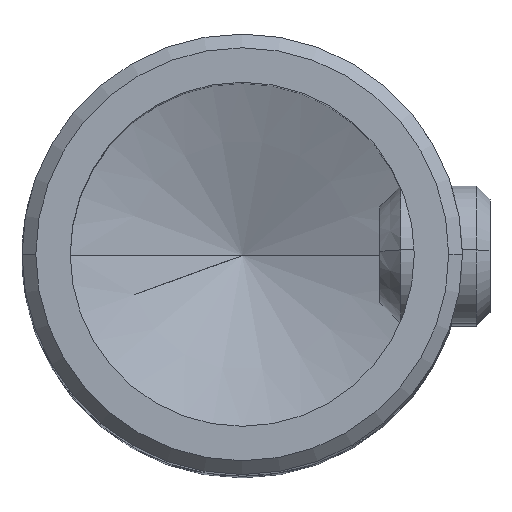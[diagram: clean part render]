
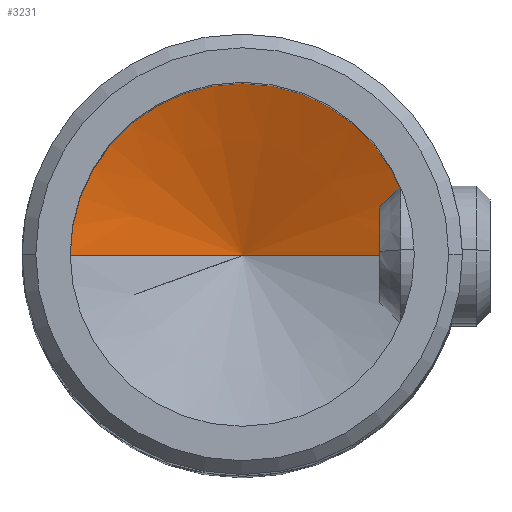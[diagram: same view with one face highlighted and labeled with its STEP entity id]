
A CAD part, top view. The second image highlights one B-rep face of the part: STEP entity #3231.
In plain terms, the highlighted conical face has half-angle 69 degrees and reference radius 6.25 mm.
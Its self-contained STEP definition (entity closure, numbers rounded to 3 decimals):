
#92 = CONICAL_SURFACE ( 'NONE', #3263, 6.25, 1.204 ) ;
#118 = CARTESIAN_POINT ( 'NONE',  ( 0., 20., 0. ) ) ;
#282 = EDGE_LOOP ( 'NONE', ( #1428, #1548, #3575 ) ) ;
#351 = DIRECTION ( 'NONE',  ( 0., 0., 1. ) ) ;
#467 = DIRECTION ( 'NONE',  ( 0., 1., 0. ) ) ;
#544 = VERTEX_POINT ( 'NONE', #622 ) ;
#622 = CARTESIAN_POINT ( 'NONE',  ( 0., 20., 6.25 ) ) ;
#737 = CARTESIAN_POINT ( 'NONE',  ( 0., 17.601, 0. ) ) ;
#761 = DIRECTION ( 'NONE',  ( 0., 0.358, 0.934 ) ) ;
#837 = DIRECTION ( 'NONE',  ( 0., 0.358, -0.934 ) ) ;
#974 = EDGE_CURVE ( 'NONE', #3251, #544, #3120, .T. ) ;
#1100 = AXIS2_PLACEMENT_3D ( 'NONE', #1923, #467, #1643 ) ;
#1409 = CIRCLE ( 'NONE', #1100, 6.25 ) ;
#1428 = ORIENTED_EDGE ( 'NONE', *, *, #2585, .F. ) ;
#1517 = VECTOR ( 'NONE', #837, 1000. ) ;
#1548 = ORIENTED_EDGE ( 'NONE', *, *, #974, .T. ) ;
#1591 = FACE_OUTER_BOUND ( 'NONE', #282, .T. ) ;
#1643 = DIRECTION ( 'NONE',  ( 0., 0., 1. ) ) ;
#1648 = LINE ( 'NONE', #3173, #1517 ) ;
#1923 = CARTESIAN_POINT ( 'NONE',  ( 0., 20., 0. ) ) ;
#2272 = CARTESIAN_POINT ( 'NONE',  ( 0., 20., 6.25 ) ) ;
#2421 = DIRECTION ( 'NONE',  ( 0., 1., 0. ) ) ;
#2447 = VECTOR ( 'NONE', #761, 1000. ) ;
#2585 = EDGE_CURVE ( 'NONE', #3251, #2758, #1648, .T. ) ;
#2758 = VERTEX_POINT ( 'NONE', #2949 ) ;
#2949 = CARTESIAN_POINT ( 'NONE',  ( 0., 20., -6.25 ) ) ;
#2975 = EDGE_CURVE ( 'NONE', #544, #2758, #1409, .T. ) ;
#3120 = LINE ( 'NONE', #2272, #2447 ) ;
#3173 = CARTESIAN_POINT ( 'NONE',  ( 0., 20., -6.25 ) ) ;
#3231 = ADVANCED_FACE ( 'NONE', ( #1591 ), #92, .F. ) ;
#3251 = VERTEX_POINT ( 'NONE', #737 ) ;
#3263 = AXIS2_PLACEMENT_3D ( 'NONE', #118, #2421, #351 ) ;
#3575 = ORIENTED_EDGE ( 'NONE', *, *, #2975, .T. ) ;
